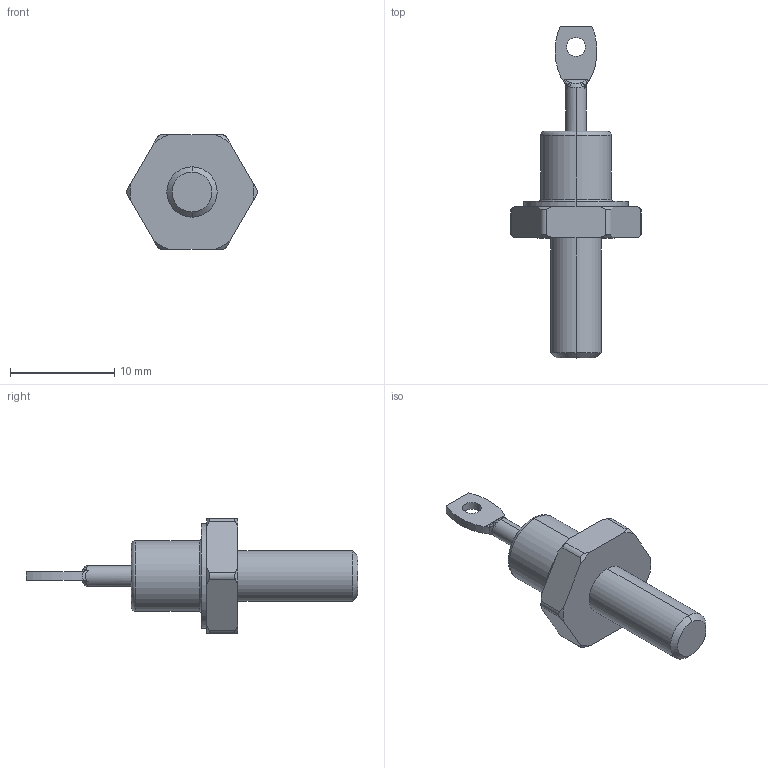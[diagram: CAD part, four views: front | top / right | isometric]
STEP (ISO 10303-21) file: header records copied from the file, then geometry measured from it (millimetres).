
FILE_DESCRIPTION (( 'STEP AP214' ), '1' );
FILE_NAME ('User Library-DO-203AA_DO-4.STEP', '2020-04-06T15:45:49', ( '' ), ( '' ), 'SwSTEP 2.0', 'SolidWorks 2019', '' );
FILE_SCHEMA (( 'AUTOMOTIVE_DESIGN' ));
Length unit declared in the file: millimetre
Products named in the file (1): User Library-DO-203AA_DO-4
Bounding box: 12.52 x 31.8 x 11 mm (x, y, z)
Volume: 832.3 mm3; surface area: 719.5 mm2
Topology: 1 solids, 1 shells, 68 faces, 176 edges, 110 vertices
Faces by surface type: cylinder 22, cone 14, plane 14, bspline 14, torus 4
Entity records: 2393 total; most frequent: CARTESIAN_POINT 879, ORIENTED_EDGE 344, DIRECTION 256, EDGE_CURVE 172, VERTEX_POINT 110, AXIS2_PLACEMENT_3D 103, EDGE_LOOP 74, ADVANCED_FACE 68
